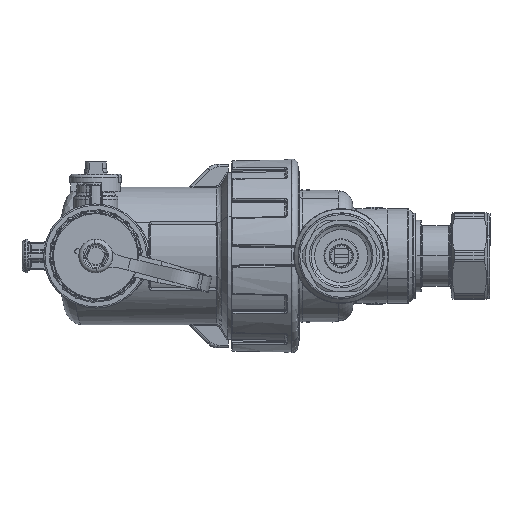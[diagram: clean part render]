
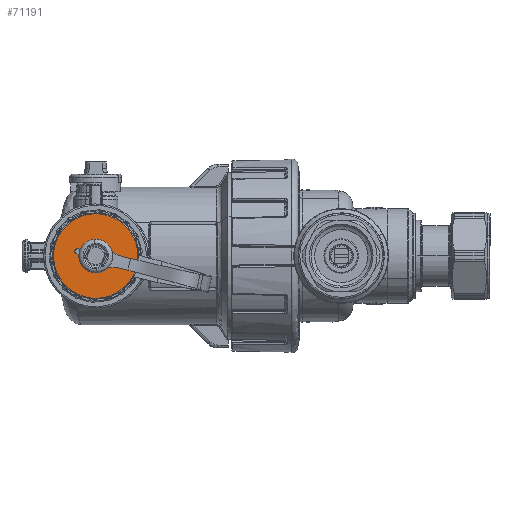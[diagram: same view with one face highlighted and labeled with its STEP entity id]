
A CAD part, left-side view. The second image highlights one B-rep face of the part: STEP entity #71191.
In plain terms, the highlighted planar face has unit normal (-1, 0, 0).
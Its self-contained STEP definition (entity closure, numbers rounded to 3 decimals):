
#71031=CARTESIAN_POINT('Axis2P3D Location',(-70.,91.607,-13.701)) ;
#71063=CARTESIAN_POINT('Axis2P3D Location',(-70.,85.5,0.)) ;
#71067=CARTESIAN_POINT('Vertex',(-70.,86.685,14.652)) ;
#71069=CARTESIAN_POINT('Vertex',(-70.,84.315,-14.652)) ;
#71072=CARTESIAN_POINT('Axis2P3D Location',(-70.,85.5,0.)) ;
#71082=CARTESIAN_POINT('Control Point',(-70.,73.354,-0.879)) ;
#71083=CARTESIAN_POINT('Control Point',(-70.,73.24,-0.905)) ;
#71084=CARTESIAN_POINT('Control Point',(-70.,73.125,-0.932)) ;
#71085=CARTESIAN_POINT('Control Point',(-70.,73.011,-0.959)) ;
#71086=CARTESIAN_POINT('Control Point',(-70.,72.883,-0.989)) ;
#71087=CARTESIAN_POINT('Control Point',(-70.,72.754,-1.018)) ;
#71088=CARTESIAN_POINT('Control Point',(-70.,72.741,-1.021)) ;
#71089=CARTESIAN_POINT('Control Point',(-70.,72.728,-1.025)) ;
#71090=CARTESIAN_POINT('Control Point',(-70.,72.715,-1.028)) ;
#71091=CARTESIAN_POINT('Vertex',(-70.,73.354,-0.879)) ;
#71093=CARTESIAN_POINT('Vertex',(-70.,72.715,-1.028)) ;
#71096=CARTESIAN_POINT('Line Origine',(-70.,73.218,-3.051)) ;
#71100=CARTESIAN_POINT('Vertex',(-70.,73.72,-5.074)) ;
#71104=CARTESIAN_POINT('Control Point',(-70.,74.354,-4.906)) ;
#71105=CARTESIAN_POINT('Control Point',(-70.,74.241,-4.936)) ;
#71106=CARTESIAN_POINT('Control Point',(-70.,74.127,-4.966)) ;
#71107=CARTESIAN_POINT('Control Point',(-70.,74.013,-4.996)) ;
#71108=CARTESIAN_POINT('Control Point',(-70.,73.886,-5.03)) ;
#71109=CARTESIAN_POINT('Control Point',(-70.,73.759,-5.063)) ;
#71110=CARTESIAN_POINT('Control Point',(-70.,73.746,-5.067)) ;
#71111=CARTESIAN_POINT('Control Point',(-70.,73.733,-5.07)) ;
#71112=CARTESIAN_POINT('Control Point',(-70.,73.72,-5.074)) ;
#71113=CARTESIAN_POINT('Vertex',(-70.,74.354,-4.906)) ;
#71116=CARTESIAN_POINT('Line Origine',(-70.,75.941,-4.512)) ;
#71120=CARTESIAN_POINT('Vertex',(-70.,77.528,-4.118)) ;
#71123=CARTESIAN_POINT('Axis2P3D Location',(-70.,79.939,-13.823)) ;
#71127=CARTESIAN_POINT('Vertex',(-70.,83.671,-4.546)) ;
#71130=CARTESIAN_POINT('Axis2P3D Location',(-70.,85.5,0.)) ;
#71134=CARTESIAN_POINT('Vertex',(-70.,90.392,0.288)) ;
#71137=CARTESIAN_POINT('Line Origine',(-70.,91.257,0.503)) ;
#71141=CARTESIAN_POINT('Vertex',(-70.,92.122,0.717)) ;
#71144=CARTESIAN_POINT('Axis2P3D Location',(-70.,91.905,1.591)) ;
#71148=CARTESIAN_POINT('Vertex',(-70.,91.688,2.464)) ;
#71151=CARTESIAN_POINT('Line Origine',(-70.,90.823,2.249)) ;
#71155=CARTESIAN_POINT('Vertex',(-70.,89.958,2.035)) ;
#71158=CARTESIAN_POINT('Axis2P3D Location',(-70.,85.5,0.)) ;
#71162=CARTESIAN_POINT('Vertex',(-70.,81.757,3.162)) ;
#71165=CARTESIAN_POINT('Axis2P3D Location',(-70.,74.117,9.615)) ;
#71169=CARTESIAN_POINT('Vertex',(-70.,76.528,-0.09)) ;
#71172=CARTESIAN_POINT('Line Origine',(-70.,74.941,-0.485)) ;
#71098=VECTOR('Line Direction',#71097,1.) ;
#71118=VECTOR('Line Direction',#71117,1.) ;
#71139=VECTOR('Line Direction',#71138,1.) ;
#71153=VECTOR('Line Direction',#71152,1.) ;
#71174=VECTOR('Line Direction',#71173,1.) ;
#71032=DIRECTION('Axis2P3D Direction',(-1.,0.,0.)) ;
#71033=DIRECTION('Axis2P3D XDirection',(0.,0.913,0.407)) ;
#71064=DIRECTION('Axis2P3D Direction',(-1.,0.,0.)) ;
#71073=DIRECTION('Axis2P3D Direction',(-1.,0.,0.)) ;
#71097=DIRECTION('Vector Direction',(0.,-0.241,0.971)) ;
#71117=DIRECTION('Vector Direction',(0.,-0.971,-0.241)) ;
#71124=DIRECTION('Axis2P3D Direction',(-1.,0.,0.)) ;
#71131=DIRECTION('Axis2P3D Direction',(-1.,0.,0.)) ;
#71138=DIRECTION('Vector Direction',(0.,-0.971,-0.241)) ;
#71145=DIRECTION('Axis2P3D Direction',(-1.,0.,0.)) ;
#71152=DIRECTION('Vector Direction',(0.,-0.971,-0.241)) ;
#71159=DIRECTION('Axis2P3D Direction',(-1.,0.,0.)) ;
#71166=DIRECTION('Axis2P3D Direction',(-1.,0.,0.)) ;
#71173=DIRECTION('Vector Direction',(0.,-0.971,-0.241)) ;
#71034=AXIS2_PLACEMENT_3D('Plane Axis2P3D',#71031,#71032,#71033) ;
#71065=AXIS2_PLACEMENT_3D('Circle Axis2P3D',#71063,#71064,$) ;
#71074=AXIS2_PLACEMENT_3D('Circle Axis2P3D',#71072,#71073,$) ;
#71125=AXIS2_PLACEMENT_3D('Circle Axis2P3D',#71123,#71124,$) ;
#71132=AXIS2_PLACEMENT_3D('Circle Axis2P3D',#71130,#71131,$) ;
#71146=AXIS2_PLACEMENT_3D('Circle Axis2P3D',#71144,#71145,$) ;
#71160=AXIS2_PLACEMENT_3D('Circle Axis2P3D',#71158,#71159,$) ;
#71167=AXIS2_PLACEMENT_3D('Circle Axis2P3D',#71165,#71166,$) ;
#71099=LINE('Line',#71096,#71098) ;
#71119=LINE('Line',#71116,#71118) ;
#71140=LINE('Line',#71137,#71139) ;
#71154=LINE('Line',#71151,#71153) ;
#71175=LINE('Line',#71172,#71174) ;
#71066=CIRCLE('generated circle',#71065,14.7) ;
#71075=CIRCLE('generated circle',#71074,14.7) ;
#71126=CIRCLE('generated circle',#71125,10.) ;
#71133=CIRCLE('generated circle',#71132,4.9) ;
#71147=CIRCLE('generated circle',#71146,0.9) ;
#71161=CIRCLE('generated circle',#71160,4.9) ;
#71168=CIRCLE('generated circle',#71167,10.) ;
#71035=PLANE('',#71034) ;
#71190=FACE_BOUND('',#71177,.T.) ;
#71071=EDGE_CURVE('',#71068,#71070,#71066,.T.) ;
#71076=EDGE_CURVE('',#71070,#71068,#71075,.T.) ;
#71095=EDGE_CURVE('',#71092,#71094,#71081,.T.) ;
#71102=EDGE_CURVE('',#71101,#71094,#71099,.T.) ;
#71115=EDGE_CURVE('',#71114,#71101,#71103,.T.) ;
#71122=EDGE_CURVE('',#71114,#71121,#71119,.F.) ;
#71129=EDGE_CURVE('',#71121,#71128,#71126,.T.) ;
#71136=EDGE_CURVE('',#71128,#71135,#71133,.F.) ;
#71143=EDGE_CURVE('',#71135,#71142,#71140,.F.) ;
#71150=EDGE_CURVE('',#71142,#71149,#71147,.F.) ;
#71157=EDGE_CURVE('',#71149,#71156,#71154,.T.) ;
#71164=EDGE_CURVE('',#71156,#71163,#71161,.F.) ;
#71171=EDGE_CURVE('',#71163,#71170,#71168,.T.) ;
#71176=EDGE_CURVE('',#71170,#71092,#71175,.T.) ;
#71078=ORIENTED_EDGE('',*,*,#71071,.T.) ;
#71079=ORIENTED_EDGE('',*,*,#71076,.T.) ;
#71178=ORIENTED_EDGE('',*,*,#71095,.T.) ;
#71179=ORIENTED_EDGE('',*,*,#71102,.F.) ;
#71180=ORIENTED_EDGE('',*,*,#71115,.F.) ;
#71181=ORIENTED_EDGE('',*,*,#71122,.T.) ;
#71182=ORIENTED_EDGE('',*,*,#71129,.T.) ;
#71183=ORIENTED_EDGE('',*,*,#71136,.T.) ;
#71184=ORIENTED_EDGE('',*,*,#71143,.T.) ;
#71185=ORIENTED_EDGE('',*,*,#71150,.T.) ;
#71186=ORIENTED_EDGE('',*,*,#71157,.T.) ;
#71187=ORIENTED_EDGE('',*,*,#71164,.T.) ;
#71188=ORIENTED_EDGE('',*,*,#71171,.T.) ;
#71189=ORIENTED_EDGE('',*,*,#71176,.T.) ;
#71077=EDGE_LOOP('',(#71078,#71079)) ;
#71177=EDGE_LOOP('',(#71178,#71179,#71180,#71181,#71182,#71183,#71184,#71185,#71186,#71187,#71188,#71189)) ;
#71068=VERTEX_POINT('',#71067) ;
#71070=VERTEX_POINT('',#71069) ;
#71092=VERTEX_POINT('',#71091) ;
#71094=VERTEX_POINT('',#71093) ;
#71101=VERTEX_POINT('',#71100) ;
#71114=VERTEX_POINT('',#71113) ;
#71121=VERTEX_POINT('',#71120) ;
#71128=VERTEX_POINT('',#71127) ;
#71135=VERTEX_POINT('',#71134) ;
#71142=VERTEX_POINT('',#71141) ;
#71149=VERTEX_POINT('',#71148) ;
#71156=VERTEX_POINT('',#71155) ;
#71163=VERTEX_POINT('',#71162) ;
#71170=VERTEX_POINT('',#71169) ;
#71191=ADVANCED_FACE('PartBody',(#71080,#71190),#71035,.T.) ;
#71081=B_SPLINE_CURVE_WITH_KNOTS('',5,(#71082,#71083,#71084,#71085,#71086,#71087,#71088,#71089,#71090),.UNSPECIFIED.,.F.,.U.,(6,3,6),(0.,0.827,0.921),.UNSPECIFIED.) ;
#71103=B_SPLINE_CURVE_WITH_KNOTS('',5,(#71104,#71105,#71106,#71107,#71108,#71109,#71110,#71111,#71112),.UNSPECIFIED.,.F.,.U.,(6,3,6),(0.,0.827,0.921),.UNSPECIFIED.) ;
#71080=FACE_OUTER_BOUND('',#71077,.T.) ;
